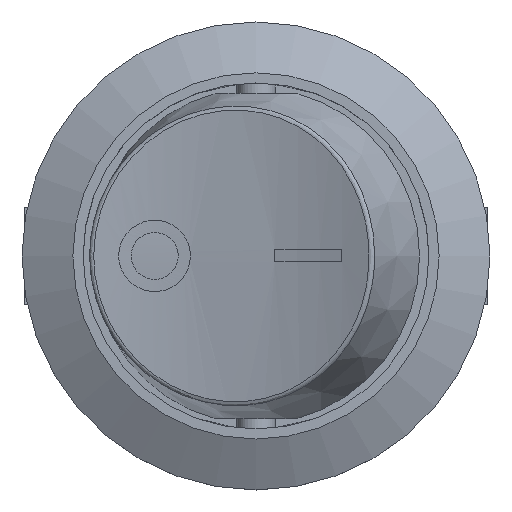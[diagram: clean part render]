
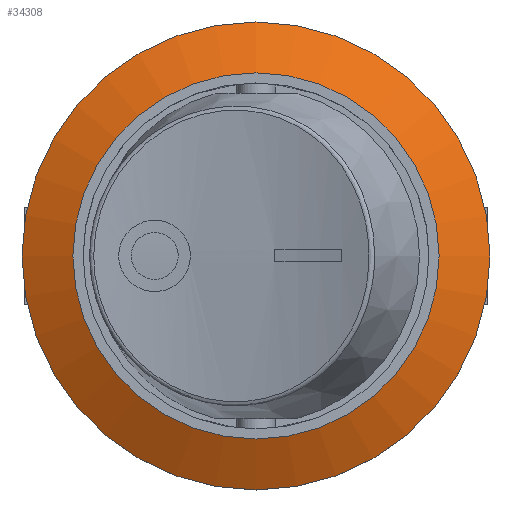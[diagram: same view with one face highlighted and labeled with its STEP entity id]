
A CAD part, top view. The second image highlights one B-rep face of the part: STEP entity #34308.
In plain terms, the highlighted conical face has half-angle 63.435 degrees and reference radius 10.25 mm.
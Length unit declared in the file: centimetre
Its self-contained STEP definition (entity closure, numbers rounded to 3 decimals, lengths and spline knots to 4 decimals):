
#18=CONICAL_SURFACE('',#35619,1.025,1.107);
#3664=FACE_OUTER_BOUND('',#5621,.T.);
#5621=EDGE_LOOP('',(#31131,#31132,#31133,#31134));
#5713=CIRCLE('',#35618,0.9);
#5714=CIRCLE('',#35620,1.15);
#9453=LINE('',#59228,#13200);
#13200=VECTOR('',#41918,1.025);
#16467=VERTEX_POINT('',#59223);
#16468=VERTEX_POINT('',#59226);
#21379=EDGE_CURVE('',#16467,#16467,#5713,.T.);
#21380=EDGE_CURVE('',#16468,#16468,#5714,.T.);
#21381=EDGE_CURVE('',#16468,#16467,#9453,.T.);
#31131=ORIENTED_EDGE('',*,*,#21380,.F.);
#31132=ORIENTED_EDGE('',*,*,#21381,.T.);
#31133=ORIENTED_EDGE('',*,*,#21379,.T.);
#31134=ORIENTED_EDGE('',*,*,#21381,.F.);
#34308=ADVANCED_FACE('',(#3664),#18,.T.);
#35618=AXIS2_PLACEMENT_3D('',#59224,#41912,#41913);
#35619=AXIS2_PLACEMENT_3D('',#59225,#41914,#41915);
#35620=AXIS2_PLACEMENT_3D('',#59227,#41916,#41917);
#41912=DIRECTION('center_axis',(0.,0.,-1.));
#41913=DIRECTION('ref_axis',(-1.,0.,0.));
#41914=DIRECTION('center_axis',(0.,0.,-1.));
#41915=DIRECTION('ref_axis',(-1.,0.,0.));
#41916=DIRECTION('center_axis',(0.,0.,-1.));
#41917=DIRECTION('ref_axis',(-1.,0.,0.));
#41918=DIRECTION('',(-0.894,0.,0.447));
#59223=CARTESIAN_POINT('',(0.9,0.,1.65));
#59224=CARTESIAN_POINT('Origin',(0.,0.,1.65));
#59225=CARTESIAN_POINT('Origin',(0.,0.,1.5875));
#59226=CARTESIAN_POINT('',(1.15,0.,1.525));
#59227=CARTESIAN_POINT('Origin',(0.,0.,1.525));
#59228=CARTESIAN_POINT('',(1.025,0.,1.5875));
